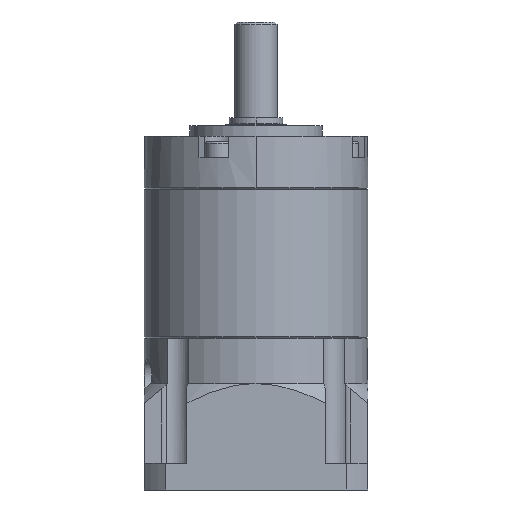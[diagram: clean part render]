
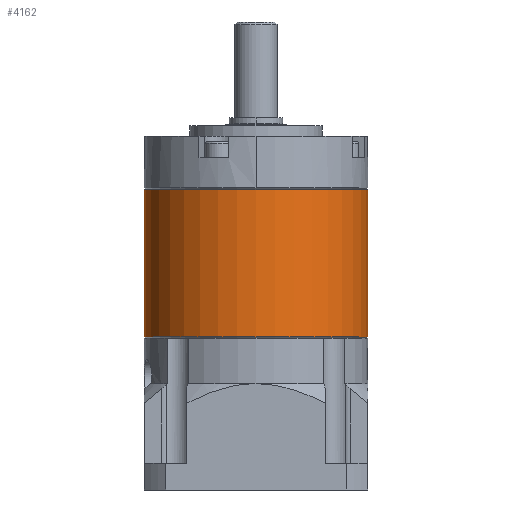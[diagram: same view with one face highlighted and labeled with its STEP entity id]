
A CAD part, front view. The second image highlights one B-rep face of the part: STEP entity #4162.
In plain terms, the highlighted cylindrical face has radius 21 mm (diameter 42 mm), a partial arc.
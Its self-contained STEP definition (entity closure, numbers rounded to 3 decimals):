
#127 = DIRECTION ( 'NONE',  ( 1., 0., 0. ) ) ;
#141 = DIRECTION ( 'NONE',  ( 1., 0., 0. ) ) ;
#226 = CIRCLE ( 'NONE', #5844, 21. ) ;
#281 = VERTEX_POINT ( 'NONE', #4686 ) ;
#383 = VECTOR ( 'NONE', #1727, 1000. ) ;
#418 = DIRECTION ( 'NONE',  ( 1., 0., 0. ) ) ;
#576 = AXIS2_PLACEMENT_3D ( 'NONE', #1177, #9085, #9159 ) ;
#596 = VERTEX_POINT ( 'NONE', #1206 ) ;
#1177 = CARTESIAN_POINT ( 'NONE',  ( 0., 0., -27.7 ) ) ;
#1206 = CARTESIAN_POINT ( 'NONE',  ( -21., 0., -27.7 ) ) ;
#1245 = DIRECTION ( 'NONE',  ( 0., 0., 1. ) ) ;
#1384 = VERTEX_POINT ( 'NONE', #3499 ) ;
#1727 = DIRECTION ( 'NONE',  ( 0., 0., 1. ) ) ;
#2087 = ORIENTED_EDGE ( 'NONE', *, *, #8351, .F. ) ;
#2567 = EDGE_CURVE ( 'NONE', #4245, #1384, #9073, .T. ) ;
#2635 = CARTESIAN_POINT ( 'NONE',  ( 0., 0., -27.7 ) ) ;
#2775 = ORIENTED_EDGE ( 'NONE', *, *, #2567, .F. ) ;
#2853 = CARTESIAN_POINT ( 'NONE',  ( 21., 0., -27.7 ) ) ;
#2948 = ORIENTED_EDGE ( 'NONE', *, *, #9577, .T. ) ;
#2965 = LINE ( 'NONE', #2853, #9689 ) ;
#3499 = CARTESIAN_POINT ( 'NONE',  ( 0., -21., -27.7 ) ) ;
#3518 = EDGE_CURVE ( 'NONE', #4245, #5754, #2965, .T. ) ;
#3613 = AXIS2_PLACEMENT_3D ( 'NONE', #5163, #5953, #418 ) ;
#3741 = CYLINDRICAL_SURFACE ( 'NONE', #576, 21. ) ;
#4066 = CARTESIAN_POINT ( 'NONE',  ( 0., 0., 0. ) ) ;
#4162 = ADVANCED_FACE ( 'NONE', ( #9449 ), #3741, .T. ) ;
#4245 = VERTEX_POINT ( 'NONE', #8303 ) ;
#4535 = ORIENTED_EDGE ( 'NONE', *, *, #5915, .F. ) ;
#4686 = CARTESIAN_POINT ( 'NONE',  ( -21., 0., 0. ) ) ;
#5163 = CARTESIAN_POINT ( 'NONE',  ( 0., 0., -27.7 ) ) ;
#5333 = LINE ( 'NONE', #8737, #383 ) ;
#5617 = CARTESIAN_POINT ( 'NONE',  ( 21., 0., 0. ) ) ;
#5754 = VERTEX_POINT ( 'NONE', #5617 ) ;
#5844 = AXIS2_PLACEMENT_3D ( 'NONE', #4066, #8848, #127 ) ;
#5915 = EDGE_CURVE ( 'NONE', #1384, #596, #7428, .T. ) ;
#5953 = DIRECTION ( 'NONE',  ( 0., 0., -1. ) ) ;
#6529 = ORIENTED_EDGE ( 'NONE', *, *, #3518, .T. ) ;
#7428 = CIRCLE ( 'NONE', #8938, 21. ) ;
#8059 = DIRECTION ( 'NONE',  ( 0., 0., -1. ) ) ;
#8303 = CARTESIAN_POINT ( 'NONE',  ( 21., 0., -27.7 ) ) ;
#8351 = EDGE_CURVE ( 'NONE', #596, #281, #5333, .T. ) ;
#8737 = CARTESIAN_POINT ( 'NONE',  ( -21., 0., -27.7 ) ) ;
#8848 = DIRECTION ( 'NONE',  ( 0., 0., -1. ) ) ;
#8938 = AXIS2_PLACEMENT_3D ( 'NONE', #2635, #8059, #141 ) ;
#9073 = CIRCLE ( 'NONE', #3613, 21. ) ;
#9085 = DIRECTION ( 'NONE',  ( 0., 0., 1. ) ) ;
#9159 = DIRECTION ( 'NONE',  ( 1., 0., 0. ) ) ;
#9289 = EDGE_LOOP ( 'NONE', ( #2087, #4535, #2775, #6529, #2948 ) ) ;
#9449 = FACE_OUTER_BOUND ( 'NONE', #9289, .T. ) ;
#9577 = EDGE_CURVE ( 'NONE', #5754, #281, #226, .T. ) ;
#9689 = VECTOR ( 'NONE', #1245, 1000. ) ;
